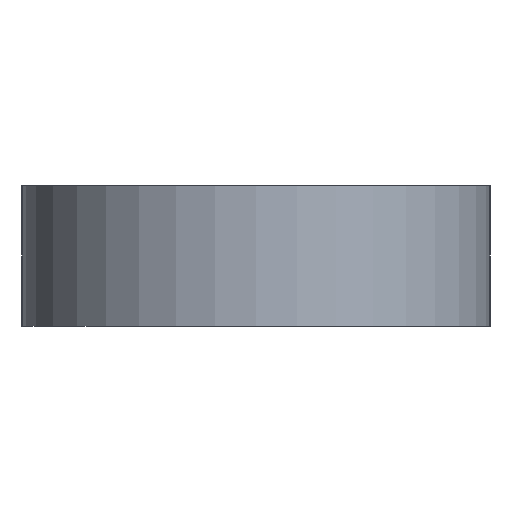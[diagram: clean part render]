
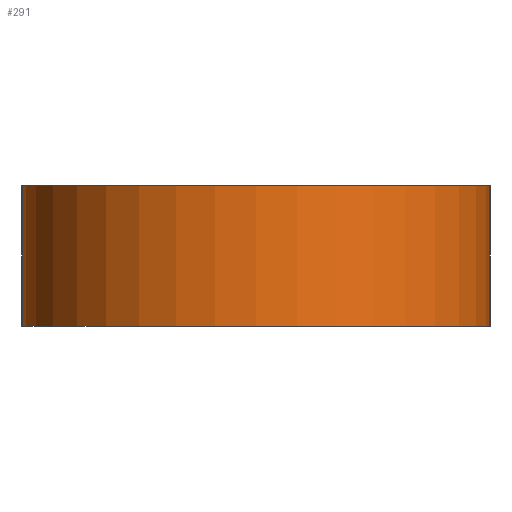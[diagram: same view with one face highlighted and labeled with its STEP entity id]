
A CAD part, left-side view. The second image highlights one B-rep face of the part: STEP entity #291.
In plain terms, the highlighted cylindrical face has radius 10 mm (diameter 20 mm), a partial arc.
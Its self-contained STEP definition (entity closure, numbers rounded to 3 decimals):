
#31=CIRCLE('',#339,10.);
#32=CIRCLE('',#341,10.);
#38=CYLINDRICAL_SURFACE('',#340,10.);
#49=FACE_OUTER_BOUND('',#67,.T.);
#67=EDGE_LOOP('',(#243,#244,#245,#246));
#95=LINE('',#497,#122);
#96=LINE('',#498,#123);
#122=VECTOR('',#414,10.);
#123=VECTOR('',#415,10.);
#147=VERTEX_POINT('',#485);
#148=VERTEX_POINT('',#486);
#151=VERTEX_POINT('',#494);
#152=VERTEX_POINT('',#495);
#182=EDGE_CURVE('',#147,#148,#31,.T.);
#186=EDGE_CURVE('',#151,#152,#32,.T.);
#187=EDGE_CURVE('',#152,#147,#95,.T.);
#188=EDGE_CURVE('',#148,#151,#96,.T.);
#243=ORIENTED_EDGE('',*,*,#186,.T.);
#244=ORIENTED_EDGE('',*,*,#187,.T.);
#245=ORIENTED_EDGE('',*,*,#182,.T.);
#246=ORIENTED_EDGE('',*,*,#188,.T.);
#291=ADVANCED_FACE('',(#49),#38,.T.);
#339=AXIS2_PLACEMENT_3D('',#487,#405,#406);
#340=AXIS2_PLACEMENT_3D('',#493,#410,#411);
#341=AXIS2_PLACEMENT_3D('',#496,#412,#413);
#405=DIRECTION('center_axis',(0.,0.,1.));
#406=DIRECTION('ref_axis',(-0.707,-0.707,0.));
#410=DIRECTION('center_axis',(0.,0.,1.));
#411=DIRECTION('ref_axis',(-0.707,-0.707,0.));
#412=DIRECTION('center_axis',(0.,0.,-1.));
#413=DIRECTION('ref_axis',(-0.707,0.707,0.));
#414=DIRECTION('',(0.,0.,-1.));
#415=DIRECTION('',(0.,0.,1.));
#485=CARTESIAN_POINT('',(10.,20.,0.));
#486=CARTESIAN_POINT('',(10.,0.,0.));
#487=CARTESIAN_POINT('Origin',(10.,10.,0.));
#493=CARTESIAN_POINT('Origin',(10.,10.,0.));
#494=CARTESIAN_POINT('',(10.,0.,6.));
#495=CARTESIAN_POINT('',(10.,20.,6.));
#496=CARTESIAN_POINT('Origin',(10.,10.,6.));
#497=CARTESIAN_POINT('',(10.,20.,0.));
#498=CARTESIAN_POINT('',(10.,0.,0.));
